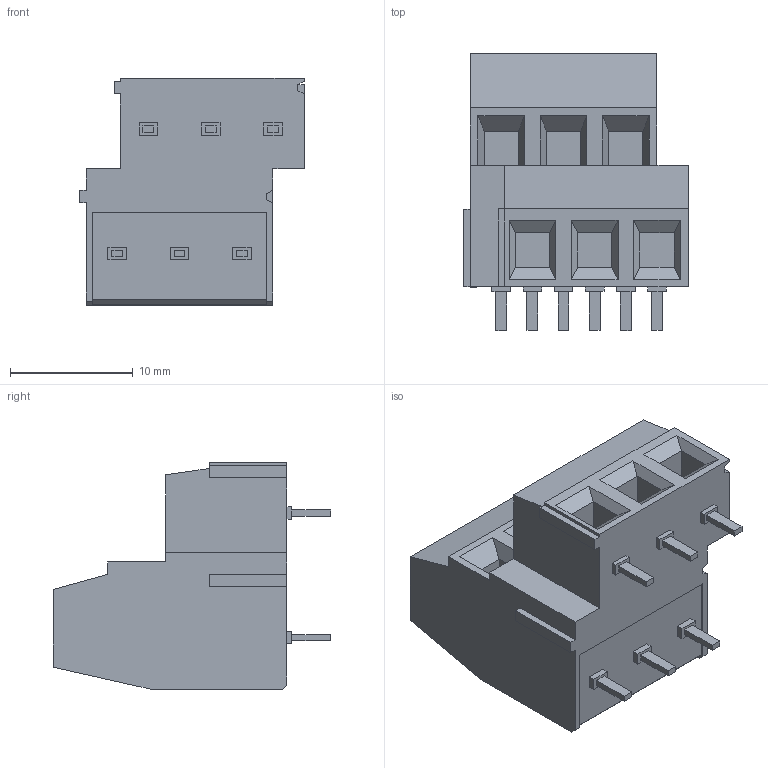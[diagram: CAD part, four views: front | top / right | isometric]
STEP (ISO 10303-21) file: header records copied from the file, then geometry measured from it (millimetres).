
FILE_DESCRIPTION((''),'2;1');
FILE_NAME('398800506','2015-02-27T',('me'),(''),'PRO/ENGINEER BY PARAMETRIC TECHNOLOGY CORPORATION, 2011490','PRO/ENGINEER BY PARAMETRIC TECHNOLOGY CORPORATION, 2011490','');
FILE_SCHEMA(('CONFIG_CONTROL_DESIGN'));
Length unit declared in the file: inch
Products named in the file (1): 398800506
Bounding box: 18.29 x 22.61 x 18.54 mm (x, y, z)
Volume: 3493.3 mm3; surface area: 2526.5 mm2
Topology: 1 solids, 1 shells, 268 faces, 656 edges, 436 vertices
Faces by surface type: plane 196, cylinder 42, torus 13, cone 12, bspline 5
Entity records: 7930 total; most frequent: CARTESIAN_POINT 1464, DIRECTION 1352, ORIENTED_EDGE 1268, EDGE_CURVE 634, VECTOR 488, LINE 488, AXIS2_PLACEMENT_3D 432, VERTEX_POINT 404
